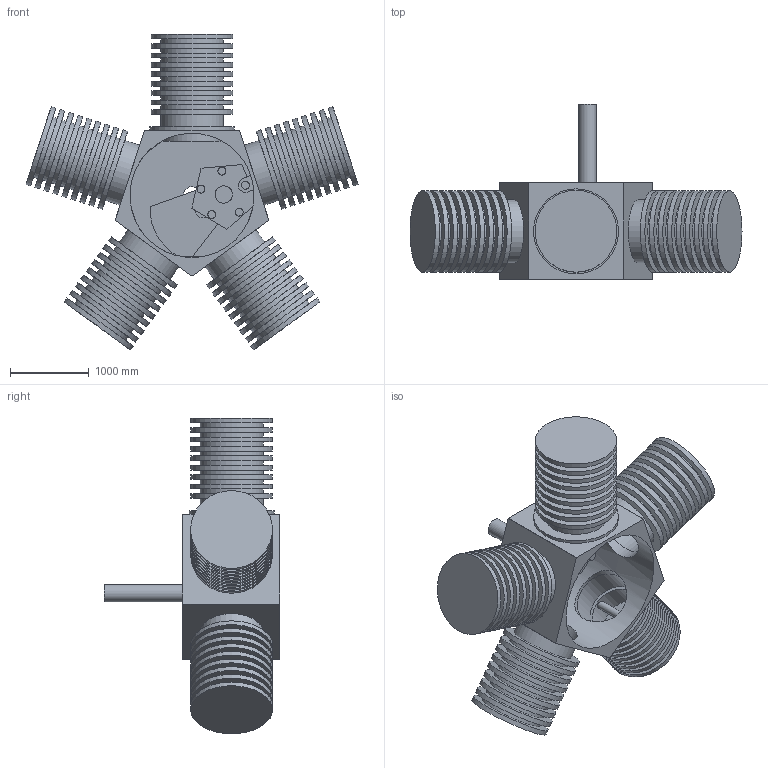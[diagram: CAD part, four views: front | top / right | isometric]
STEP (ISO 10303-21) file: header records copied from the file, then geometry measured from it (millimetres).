
FILE_DESCRIPTION(/* description */ ('STEP AP242','CAx-IF Rec.Pracs.---Representation and Presentation of Product Manufacturing Information (PMI)---4.0---2014-10-13','CAx-IF Rec.Pracs.---3D Tessellated Geometry---0.4---2014-09-14','2;1'),/* implementation_level */ '2;1');
FILE_NAME(/* name */ '67e6315f6761421337fd179d',/* time_stamp */ '2025-03-28T05:19:28Z',/* author */ (''),/* organization */ (''),/* preprocessor_version */ 'ST-DEVELOPER v20',/* originating_system */ 'ONSHAPE BY PTC INC, 1.195',/* authorisation */ ' ');
FILE_SCHEMA (('AP242_MANAGED_MODEL_BASED_3D_ENGINEERING_MIM_LF { 1 0 10303 442 1 1 4 }'));
Length unit declared in the file: metre
Products named in the file (7): Assembly 1; crank case; master rod; piston; Part 7; cylinder; crackshaft w flywheel
Assembly tree (15 placements, depth 2):
  Assembly 1
    crank case
    master rod
    piston  x6
    Part 7
    cylinder  x5
    crackshaft w flywheel
Bounding box: 4220.71 x 2226.04 x 4014.13 mm (x, y, z)
Volume: 2612978888.8 mm3; surface area: 101835510.6 mm2
Topology: 15 solids, 15 shells, 292 faces, 473 edges, 316 vertices
Faces by surface type: plane 151, cylinder 141
Full cylindrical faces by diameter (mm): 100 x12, 220 x5, 644.26 x6, 720 x10, 724.26 x6, 800 x46, 1040 x45, 1080 x1, 1580 x1
Entity records: 3385 total; most frequent: CARTESIAN_POINT 1067, DIRECTION 485, ORIENTED_EDGE 310, AXIS2_PLACEMENT_3D 215, EDGE_LOOP 195, FACE_BOUND 195, EDGE_CURVE 155, VERTEX_POINT 130
